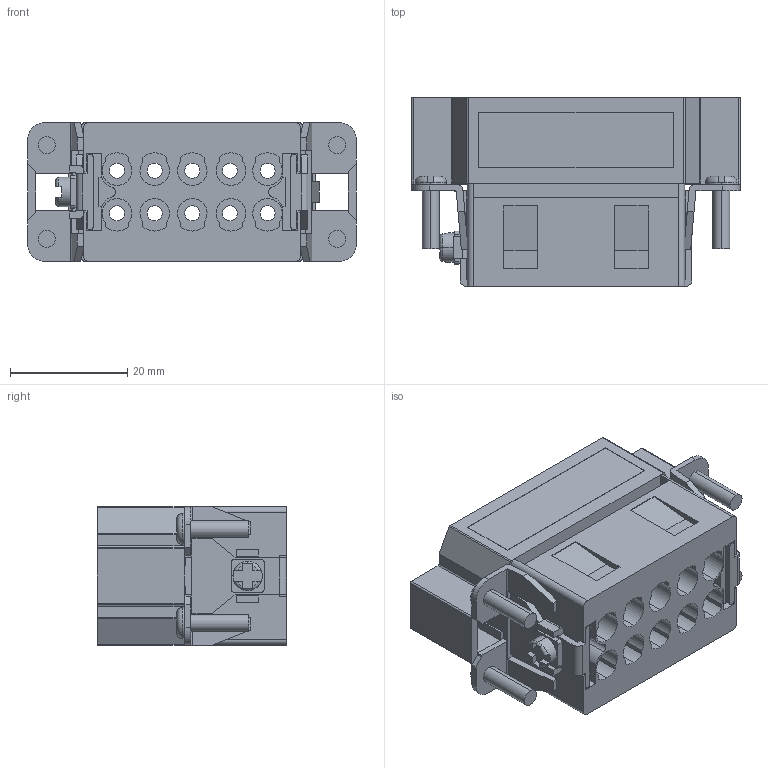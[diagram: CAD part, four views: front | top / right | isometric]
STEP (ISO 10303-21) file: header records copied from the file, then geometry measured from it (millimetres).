
FILE_DESCRIPTION (( 'STEP AP214' ), '1' );
FILE_NAME ('ZP-MC10A-1-MC010.step', '2015-08-12T18:21:08', ( '' ), ( '' ), 'SwSTEP 2.0', 'SolidWorks 2014', '' );
FILE_SCHEMA (( 'AUTOMOTIVE_DESIGN' ));
Length unit declared in the file: millimetre
Products named in the file (1): ZP-MC10A-1-MC010
Bounding box: 56 x 32.2 x 23.65 mm (x, y, z)
Volume: 18417.9 mm3; surface area: 15546.7 mm2
Topology: 3 solids, 3 shells, 553 faces, 1511 edges, 992 vertices
Faces by surface type: plane 378, cylinder 164, torus 11
Entity records: 19502 total; most frequent: CARTESIAN_POINT 3372, ORIENTED_EDGE 3022, DIRECTION 2939, EDGE_CURVE 1511, LINE 1089, VECTOR 1089, VERTEX_POINT 992, AXIS2_PLACEMENT_3D 925
